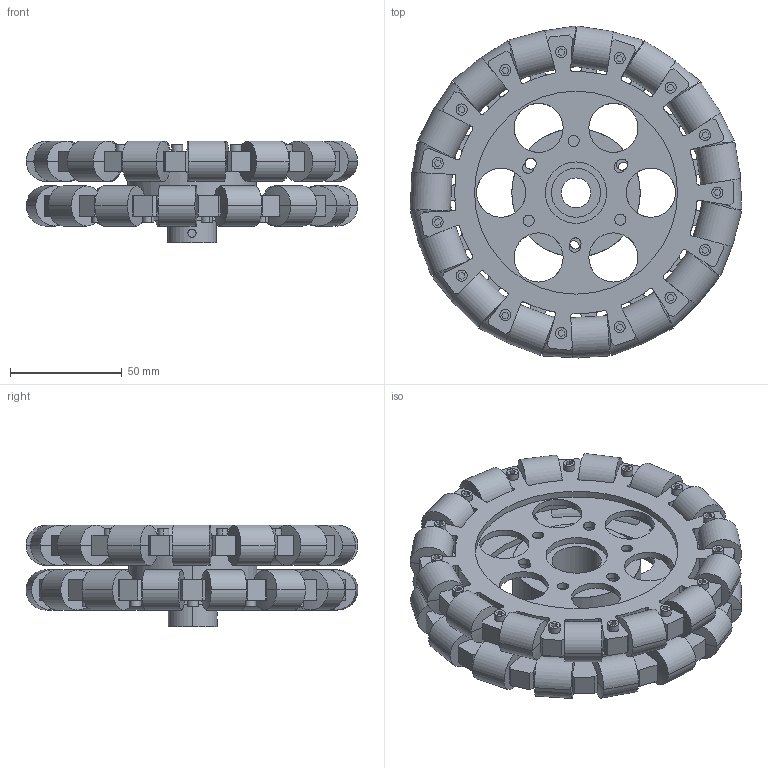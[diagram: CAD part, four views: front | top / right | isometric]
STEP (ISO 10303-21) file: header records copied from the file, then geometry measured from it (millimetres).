
FILE_DESCRIPTION (( 'STEP AP214' ), '1' );
FILE_NAME ('omni_final.STEP', '2019-02-19T20:04:21', ( '' ), ( '' ), 'SwSTEP 2.0', 'SolidWorks 2017', '' );
FILE_SCHEMA (( 'AUTOMOTIVE_DESIGN' ));
Length unit declared in the file: millimetre
Products named in the file (3): omni_final; female flange new; Omni Wheel
Assembly tree (2 placements, depth 2):
  omni_final
    female flange new
    Omni Wheel
Bounding box: 148.52 x 148.61 x 45.5 mm (x, y, z)
Volume: 325420.8 mm3; surface area: 114696.8 mm2
Topology: 4 solids, 4 shells, 840 faces, 2286 edges, 1486 vertices
Faces by surface type: plane 457, cylinder 323, cone 60
Entity records: 30403 total; most frequent: CARTESIAN_POINT 5085, ORIENTED_EDGE 4572, DIRECTION 4548, EDGE_CURVE 2286, AXIS2_PLACEMENT_3D 1541, VERTEX_POINT 1486, LINE 1466, VECTOR 1466
